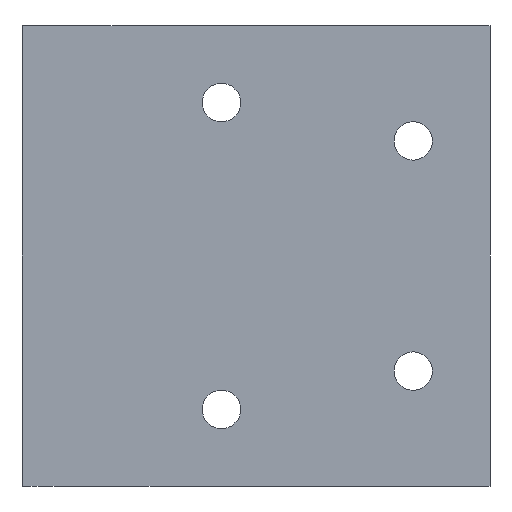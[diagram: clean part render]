
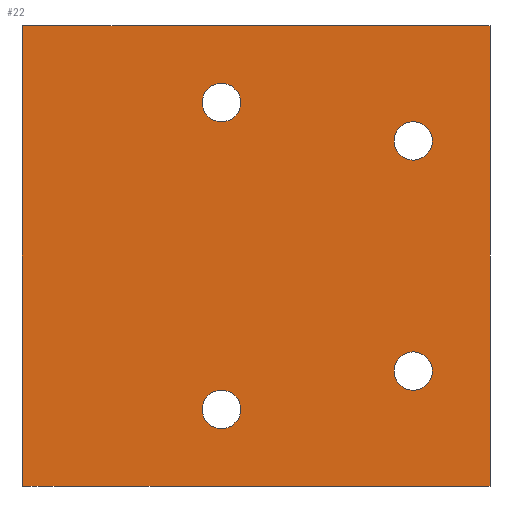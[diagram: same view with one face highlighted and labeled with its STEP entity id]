
A CAD part, left-side view. The second image highlights one B-rep face of the part: STEP entity #22.
In plain terms, the highlighted planar face has unit normal (-1, 0, 0).
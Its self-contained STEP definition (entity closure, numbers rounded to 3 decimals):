
#1 = FACE_BOUND ( 'NONE', #346, .T. ) ;
#9 = FACE_BOUND ( 'NONE', #1307, .T. ) ;
#10 = FACE_OUTER_BOUND ( 'NONE', #540, .T. ) ;
#18 = CARTESIAN_POINT ( 'NONE',  ( -30., 35., 20. ) ) ;
#21 = FACE_BOUND ( 'NONE', #1098, .T. ) ;
#22 = ADVANCED_FACE ( 'NONE', ( #1, #1217, #21, #9, #10 ), #249, .F. ) ;
#25 = DIRECTION ( 'NONE',  ( 1., 0., 0. ) ) ;
#31 = DIRECTION ( 'NONE',  ( 0., 0., -1. ) ) ;
#48 = DIRECTION ( 'NONE',  ( 0., 0., -1. ) ) ;
#62 = DIRECTION ( 'NONE',  ( 0., 0., -1. ) ) ;
#63 = ORIENTED_EDGE ( 'NONE', *, *, #785, .T. ) ;
#129 = ORIENTED_EDGE ( 'NONE', *, *, #341, .T. ) ;
#136 = VERTEX_POINT ( 'NONE', #516 ) ;
#144 = ORIENTED_EDGE ( 'NONE', *, *, #1000, .T. ) ;
#145 = DIRECTION ( 'NONE',  ( 0., 0., -1. ) ) ;
#198 = CARTESIAN_POINT ( 'NONE',  ( -30., 10., -15. ) ) ;
#211 = DIRECTION ( 'NONE',  ( 0., 0., -1. ) ) ;
#217 = DIRECTION ( 'NONE',  ( 1., 0., 0. ) ) ;
#221 = CARTESIAN_POINT ( 'NONE',  ( -30., 35., 20. ) ) ;
#226 = DIRECTION ( 'NONE',  ( 1., 0., 0. ) ) ;
#229 = DIRECTION ( 'NONE',  ( 1., 0., 0. ) ) ;
#231 = DIRECTION ( 'NONE',  ( 0., 0., -1. ) ) ;
#234 = CARTESIAN_POINT ( 'NONE',  ( -30., 35., 17.5 ) ) ;
#242 = VERTEX_POINT ( 'NONE', #291 ) ;
#248 = AXIS2_PLACEMENT_3D ( 'NONE', #198, #217, #145 ) ;
#249 = PLANE ( 'NONE',  #1088 ) ;
#272 = VERTEX_POINT ( 'NONE', #356 ) ;
#282 = DIRECTION ( 'NONE',  ( 0., 0., -1. ) ) ;
#291 = CARTESIAN_POINT ( 'NONE',  ( -30., 10., -12.5 ) ) ;
#319 = ORIENTED_EDGE ( 'NONE', *, *, #621, .T. ) ;
#320 = DIRECTION ( 'NONE',  ( 1., 0., 0. ) ) ;
#333 = CARTESIAN_POINT ( 'NONE',  ( -30., 61., -30. ) ) ;
#341 = EDGE_CURVE ( 'NONE', #1073, #1471, #1286, .T. ) ;
#346 = EDGE_LOOP ( 'NONE', ( #719, #144 ) ) ;
#353 = CARTESIAN_POINT ( 'NONE',  ( -30., 10., 17.5 ) ) ;
#356 = CARTESIAN_POINT ( 'NONE',  ( -30., 0., 30. ) ) ;
#357 = CARTESIAN_POINT ( 'NONE',  ( -30., 0., 30. ) ) ;
#439 = ORIENTED_EDGE ( 'NONE', *, *, #1072, .F. ) ;
#458 = VERTEX_POINT ( 'NONE', #938 ) ;
#516 = CARTESIAN_POINT ( 'NONE',  ( -30., 35., -22.5 ) ) ;
#519 = DIRECTION ( 'NONE',  ( 0., -1., 0. ) ) ;
#533 = ORIENTED_EDGE ( 'NONE', *, *, #876, .T. ) ;
#538 = AXIS2_PLACEMENT_3D ( 'NONE', #18, #25, #31 ) ;
#540 = EDGE_LOOP ( 'NONE', ( #1434, #439, #709, #319 ) ) ;
#567 = CARTESIAN_POINT ( 'NONE',  ( -30., 10., 15. ) ) ;
#571 = DIRECTION ( 'NONE',  ( 1., 0., 0. ) ) ;
#577 = DIRECTION ( 'NONE',  ( 0., 0., -1. ) ) ;
#621 = EDGE_CURVE ( 'NONE', #1201, #1100, #1176, .T. ) ;
#633 = EDGE_LOOP ( 'NONE', ( #1482, #129 ) ) ;
#648 = CARTESIAN_POINT ( 'NONE',  ( -30., 35., -20. ) ) ;
#651 = EDGE_CURVE ( 'NONE', #1026, #458, #1126, .T. ) ;
#664 = ORIENTED_EDGE ( 'NONE', *, *, #1475, .T. ) ;
#684 = DIRECTION ( 'NONE',  ( 0., 0., -1. ) ) ;
#691 = CARTESIAN_POINT ( 'NONE',  ( -30., 35., -20. ) ) ;
#708 = CIRCLE ( 'NONE', #1343, 2.5 ) ;
#709 = ORIENTED_EDGE ( 'NONE', *, *, #1208, .F. ) ;
#719 = ORIENTED_EDGE ( 'NONE', *, *, #651, .T. ) ;
#747 = CARTESIAN_POINT ( 'NONE',  ( -30., 0., 30. ) ) ;
#766 = CARTESIAN_POINT ( 'NONE',  ( -30., 61., 30. ) ) ;
#773 = VERTEX_POINT ( 'NONE', #1154 ) ;
#785 = EDGE_CURVE ( 'NONE', #242, #798, #1117, .T. ) ;
#789 = DIRECTION ( 'NONE',  ( 0., -1., 0. ) ) ;
#798 = VERTEX_POINT ( 'NONE', #1345 ) ;
#821 = EDGE_CURVE ( 'NONE', #1471, #1073, #1060, .T. ) ;
#830 = VECTOR ( 'NONE', #789, 1000. ) ;
#852 = LINE ( 'NONE', #747, #830 ) ;
#876 = EDGE_CURVE ( 'NONE', #798, #242, #1049, .T. ) ;
#911 = AXIS2_PLACEMENT_3D ( 'NONE', #567, #571, #577 ) ;
#932 = EDGE_CURVE ( 'NONE', #1100, #773, #1022, .T. ) ;
#938 = CARTESIAN_POINT ( 'NONE',  ( -30., 35., 22.5 ) ) ;
#941 = VECTOR ( 'NONE', #282, 1000. ) ;
#942 = LINE ( 'NONE', #357, #941 ) ;
#945 = CARTESIAN_POINT ( 'NONE',  ( -30., 0., 30. ) ) ;
#949 = AXIS2_PLACEMENT_3D ( 'NONE', #691, #973, #211 ) ;
#973 = DIRECTION ( 'NONE',  ( 1., 0., 0. ) ) ;
#981 = CIRCLE ( 'NONE', #1037, 2.5 ) ;
#987 = EDGE_CURVE ( 'NONE', #136, #1018, #991, .T. ) ;
#991 = CIRCLE ( 'NONE', #949, 2.5 ) ;
#994 = VECTOR ( 'NONE', #519, 1000. ) ;
#1000 = EDGE_CURVE ( 'NONE', #458, #1026, #981, .T. ) ;
#1018 = VERTEX_POINT ( 'NONE', #1350 ) ;
#1022 = LINE ( 'NONE', #1135, #994 ) ;
#1026 = VERTEX_POINT ( 'NONE', #234 ) ;
#1037 = AXIS2_PLACEMENT_3D ( 'NONE', #221, #226, #231 ) ;
#1049 = CIRCLE ( 'NONE', #248, 2.5 ) ;
#1060 = CIRCLE ( 'NONE', #1470, 2.5 ) ;
#1072 = EDGE_CURVE ( 'NONE', #272, #773, #942, .T. ) ;
#1073 = VERTEX_POINT ( 'NONE', #353 ) ;
#1088 = AXIS2_PLACEMENT_3D ( 'NONE', #945, #229, #48 ) ;
#1098 = EDGE_LOOP ( 'NONE', ( #533, #63 ) ) ;
#1100 = VERTEX_POINT ( 'NONE', #333 ) ;
#1117 = CIRCLE ( 'NONE', #1316, 2.5 ) ;
#1126 = CIRCLE ( 'NONE', #538, 2.5 ) ;
#1135 = CARTESIAN_POINT ( 'NONE',  ( -30., 0., -30. ) ) ;
#1146 = ORIENTED_EDGE ( 'NONE', *, *, #987, .T. ) ;
#1154 = CARTESIAN_POINT ( 'NONE',  ( -30., 0., -30. ) ) ;
#1176 = LINE ( 'NONE', #1207, #1183 ) ;
#1183 = VECTOR ( 'NONE', #1194, 1000. ) ;
#1194 = DIRECTION ( 'NONE',  ( 0., 0., -1. ) ) ;
#1201 = VERTEX_POINT ( 'NONE', #766 ) ;
#1207 = CARTESIAN_POINT ( 'NONE',  ( -30., 61., 30. ) ) ;
#1208 = EDGE_CURVE ( 'NONE', #1201, #272, #852, .T. ) ;
#1217 = FACE_BOUND ( 'NONE', #633, .T. ) ;
#1286 = CIRCLE ( 'NONE', #911, 2.5 ) ;
#1307 = EDGE_LOOP ( 'NONE', ( #1146, #664 ) ) ;
#1316 = AXIS2_PLACEMENT_3D ( 'NONE', #1381, #1389, #1403 ) ;
#1343 = AXIS2_PLACEMENT_3D ( 'NONE', #648, #320, #684 ) ;
#1345 = CARTESIAN_POINT ( 'NONE',  ( -30., 10., -17.5 ) ) ;
#1350 = CARTESIAN_POINT ( 'NONE',  ( -30., 35., -17.5 ) ) ;
#1381 = CARTESIAN_POINT ( 'NONE',  ( -30., 10., -15. ) ) ;
#1389 = DIRECTION ( 'NONE',  ( 1., 0., 0. ) ) ;
#1403 = DIRECTION ( 'NONE',  ( 0., 0., -1. ) ) ;
#1434 = ORIENTED_EDGE ( 'NONE', *, *, #932, .T. ) ;
#1460 = CARTESIAN_POINT ( 'NONE',  ( -30., 10., 12.5 ) ) ;
#1470 = AXIS2_PLACEMENT_3D ( 'NONE', #1479, #1485, #62 ) ;
#1471 = VERTEX_POINT ( 'NONE', #1460 ) ;
#1475 = EDGE_CURVE ( 'NONE', #1018, #136, #708, .T. ) ;
#1479 = CARTESIAN_POINT ( 'NONE',  ( -30., 10., 15. ) ) ;
#1482 = ORIENTED_EDGE ( 'NONE', *, *, #821, .T. ) ;
#1485 = DIRECTION ( 'NONE',  ( 1., 0., 0. ) ) ;
